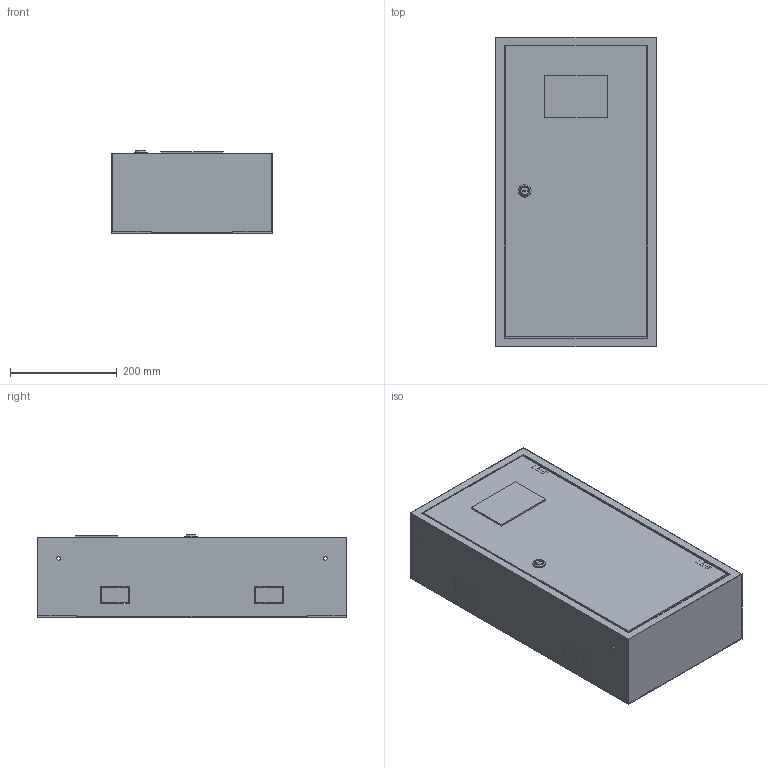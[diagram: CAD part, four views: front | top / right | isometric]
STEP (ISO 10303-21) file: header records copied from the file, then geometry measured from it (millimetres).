
FILE_DESCRIPTION (( 'STEP AP214' ), '1' );
FILE_NAME ('IND-YAUR-3-12 ßùèê ó÷åòíî-ðàñïðåäåëèòåëüíûé ßÓÐ-3_12.STEP', '2016-11-03T12:18:55', ( 'user' ), ( '' ), 'SwSTEP 2.0', 'SolidWorks 2014', '' );
FILE_SCHEMA (( 'AUTOMOTIVE_DESIGN' ));
Length unit declared in the file: millimetre
Products named in the file (3): IND-YAUR-3-12 ßùèê ó÷åòíî-ðàñïðåäåëèòåëüíûé ßÓÐ-3_12; Îáîëî÷êà ßÓÐ; ﾄ粢 ﾟﾓﾐ
Assembly tree (2 placements, depth 2):
  IND-YAUR-3-12 ßùèê ó÷åòíî-ðàñïðåäåëèòåëüíûé ßÓÐ-3_12
    Îáîëî÷êà ßÓÐ
    ﾄ粢 ﾟﾓﾐ
Bounding box: 300 x 580 x 154 mm (x, y, z)
Volume: 713896.8 mm3; surface area: 1527658.2 mm2
Topology: 12 solids, 12 shells, 596 faces, 1540 edges, 973 vertices
Faces by surface type: plane 402, cylinder 156, cone 34, bspline 4
Entity records: 18666 total; most frequent: CARTESIAN_POINT 3550, ORIENTED_EDGE 3080, DIRECTION 2972, EDGE_CURVE 1540, VECTOR 1110, LINE 1110, VERTEX_POINT 973, AXIS2_PLACEMENT_3D 931
